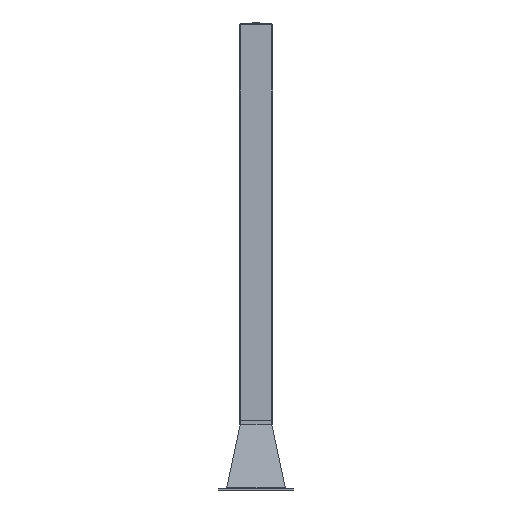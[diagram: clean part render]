
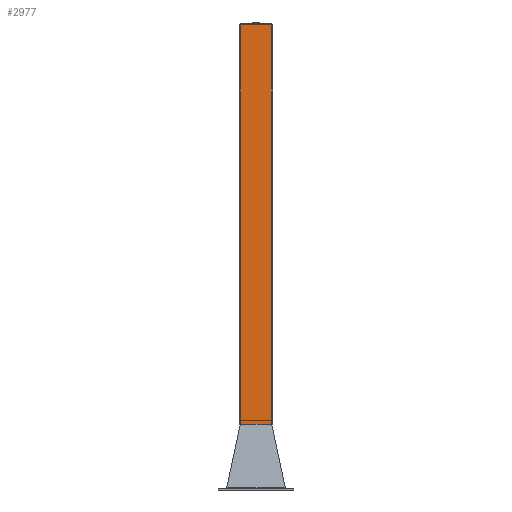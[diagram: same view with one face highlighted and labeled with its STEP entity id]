
A CAD part, left-side view. The second image highlights one B-rep face of the part: STEP entity #2977.
In plain terms, the highlighted planar face has unit normal (-1, 0, 0).
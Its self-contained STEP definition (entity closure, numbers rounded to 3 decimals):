
#2977=ADVANCED_FACE('',(#5338),#5339,.F.);
#5338=FACE_OUTER_BOUND('',#14461,.T.);
#5339=PLANE('',#14462);
#14461=EDGE_LOOP('',(#24313,#24314,#24315,#24316));
#14462=AXIS2_PLACEMENT_3D('',#24317,#24318,#24319);
#24313=ORIENTED_EDGE('',*,*,#28763,.F.);
#24314=ORIENTED_EDGE('',*,*,#28774,.T.);
#24315=ORIENTED_EDGE('',*,*,#28775,.T.);
#24316=ORIENTED_EDGE('',*,*,#28776,.T.);
#24317=CARTESIAN_POINT('',(-125.0,19.444,27.778));
#24318=DIRECTION('',(1.0,0.0,0.0));
#24319=DIRECTION('',(0.0,0.0,-1.0));
#28763=EDGE_CURVE('',#31094,#31096,#31097,.T.);
#28774=EDGE_CURVE('',#31094,#31114,#31115,.T.);
#28775=EDGE_CURVE('',#31114,#31116,#31117,.T.);
#28776=EDGE_CURVE('',#31116,#31096,#31118,.F.);
#31094=VERTEX_POINT('',#36084);
#31096=VERTEX_POINT('',#36086);
#31097=LINE('',#36087,#36088);
#31114=VERTEX_POINT('',#36110);
#31115=LINE('',#36111,#36112);
#31116=VERTEX_POINT('',#36113);
#31117=LINE('',#36114,#36115);
#31118=LINE('',#36116,#36117);
#36084=CARTESIAN_POINT('',(-125.0,7.444,27.778));
#36086=CARTESIAN_POINT('',(-125.0,-218.556,27.778));
#36087=CARTESIAN_POINT('',(-125.0,19.444,27.778));
#36088=VECTOR('',#41377,1.0);
#36110=CARTESIAN_POINT('',(-125.0,7.444,-2972.222));
#36111=CARTESIAN_POINT('',(-125.0,7.444,27.778));
#36112=VECTOR('',#41392,1.0);
#36113=CARTESIAN_POINT('',(-125.0,-218.556,-2972.222));
#36114=CARTESIAN_POINT('',(-125.0,19.444,-2972.222));
#36115=VECTOR('',#41393,1.0);
#36116=CARTESIAN_POINT('',(-125.0,-218.556,27.778));
#36117=VECTOR('',#41394,1.0);
#41377=DIRECTION('',(0.0,-1.0,0.0));
#41392=DIRECTION('',(0.0,0.0,-1.0));
#41393=DIRECTION('',(0.0,-1.0,0.0));
#41394=DIRECTION('',(0.0,0.0,-1.0));
